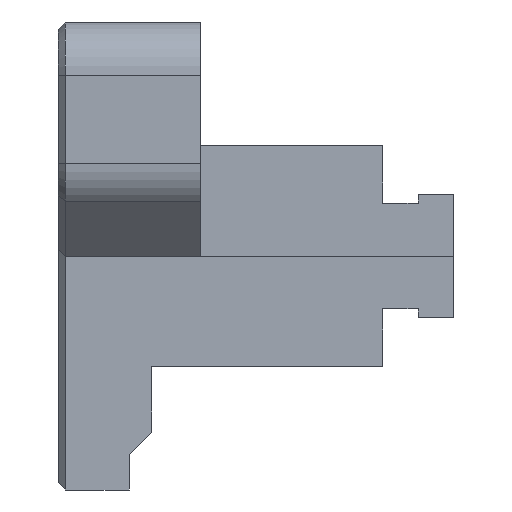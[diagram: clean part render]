
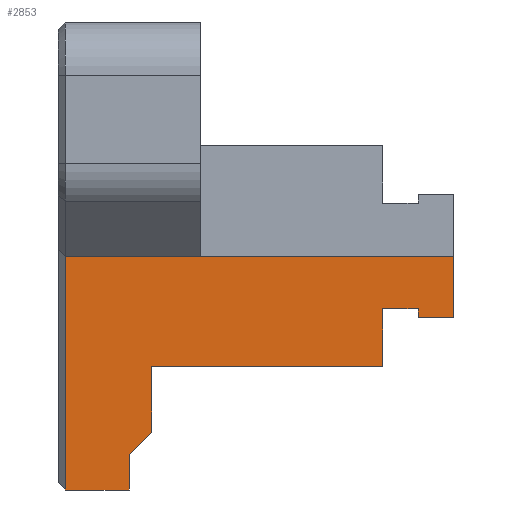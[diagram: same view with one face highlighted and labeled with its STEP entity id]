
A CAD part, left-side view. The second image highlights one B-rep face of the part: STEP entity #2853.
In plain terms, the highlighted planar face has unit normal (-1, 0, 0).
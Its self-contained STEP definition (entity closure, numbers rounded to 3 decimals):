
#89=FACE_OUTER_BOUND('',#243,.T.);
#243=EDGE_LOOP('',(#1951,#1952,#1953,#1954,#1955,#1956,#1957,#1958,#1959,
#1960,#1961,#1962));
#383=LINE('',#3959,#773);
#436=LINE('',#4084,#826);
#444=LINE('',#4100,#834);
#445=LINE('',#4102,#835);
#446=LINE('',#4104,#836);
#447=LINE('',#4106,#837);
#448=LINE('',#4108,#838);
#449=LINE('',#4110,#839);
#450=LINE('',#4112,#840);
#451=LINE('',#4114,#841);
#452=LINE('',#4116,#842);
#453=LINE('',#4117,#843);
#773=VECTOR('',#3193,10.);
#826=VECTOR('',#3304,10.);
#834=VECTOR('',#3314,10.);
#835=VECTOR('',#3315,10.);
#836=VECTOR('',#3316,10.);
#837=VECTOR('',#3317,10.);
#838=VECTOR('',#3318,10.);
#839=VECTOR('',#3319,10.);
#840=VECTOR('',#3320,10.);
#841=VECTOR('',#3321,10.);
#842=VECTOR('',#3322,10.);
#843=VECTOR('',#3323,10.);
#1163=VERTEX_POINT('',#3956);
#1164=VERTEX_POINT('',#3958);
#1207=VERTEX_POINT('',#4083);
#1214=VERTEX_POINT('',#4099);
#1215=VERTEX_POINT('',#4101);
#1216=VERTEX_POINT('',#4103);
#1217=VERTEX_POINT('',#4105);
#1218=VERTEX_POINT('',#4107);
#1219=VERTEX_POINT('',#4109);
#1220=VERTEX_POINT('',#4111);
#1221=VERTEX_POINT('',#4113);
#1222=VERTEX_POINT('',#4115);
#1433=EDGE_CURVE('',#1163,#1164,#383,.T.);
#1496=EDGE_CURVE('',#1207,#1164,#436,.T.);
#1504=EDGE_CURVE('',#1163,#1214,#444,.T.);
#1505=EDGE_CURVE('',#1214,#1215,#445,.T.);
#1506=EDGE_CURVE('',#1215,#1216,#446,.T.);
#1507=EDGE_CURVE('',#1216,#1217,#447,.T.);
#1508=EDGE_CURVE('',#1217,#1218,#448,.T.);
#1509=EDGE_CURVE('',#1218,#1219,#449,.T.);
#1510=EDGE_CURVE('',#1219,#1220,#450,.T.);
#1511=EDGE_CURVE('',#1220,#1221,#451,.T.);
#1512=EDGE_CURVE('',#1221,#1222,#452,.T.);
#1513=EDGE_CURVE('',#1222,#1207,#453,.T.);
#1951=ORIENTED_EDGE('',*,*,#1433,.F.);
#1952=ORIENTED_EDGE('',*,*,#1504,.T.);
#1953=ORIENTED_EDGE('',*,*,#1505,.T.);
#1954=ORIENTED_EDGE('',*,*,#1506,.T.);
#1955=ORIENTED_EDGE('',*,*,#1507,.T.);
#1956=ORIENTED_EDGE('',*,*,#1508,.T.);
#1957=ORIENTED_EDGE('',*,*,#1509,.T.);
#1958=ORIENTED_EDGE('',*,*,#1510,.T.);
#1959=ORIENTED_EDGE('',*,*,#1511,.T.);
#1960=ORIENTED_EDGE('',*,*,#1512,.T.);
#1961=ORIENTED_EDGE('',*,*,#1513,.T.);
#1962=ORIENTED_EDGE('',*,*,#1496,.T.);
#2711=PLANE('',#3031);
#2853=ADVANCED_FACE('',(#89),#2711,.F.);
#3031=AXIS2_PLACEMENT_3D('',#4098,#3312,#3313);
#3193=DIRECTION('',(0.,0.,1.));
#3304=DIRECTION('',(0.,1.,0.));
#3312=DIRECTION('center_axis',(1.,0.,0.));
#3313=DIRECTION('ref_axis',(0.,0.,-1.));
#3314=DIRECTION('',(0.,-1.,0.));
#3315=DIRECTION('',(0.,0.,1.));
#3316=DIRECTION('',(0.,-0.707,0.707));
#3317=DIRECTION('',(0.,0.,1.));
#3318=DIRECTION('',(0.,-1.,0.));
#3319=DIRECTION('',(0.,0.,1.));
#3320=DIRECTION('',(0.,-1.,0.));
#3321=DIRECTION('',(0.,0.,-1.));
#3322=DIRECTION('',(0.,-1.,0.));
#3323=DIRECTION('',(0.,0.,1.));
#3956=CARTESIAN_POINT('',(-0.765,21.85,-14.133));
#3958=CARTESIAN_POINT('',(-0.765,21.85,-1.));
#3959=CARTESIAN_POINT('',(-0.765,21.85,-11.083));
#4083=CARTESIAN_POINT('',(-0.765,0.,-1.));
#4084=CARTESIAN_POINT('',(-0.765,11.125,-1.));
#4098=CARTESIAN_POINT('Origin',(-0.765,11.125,-8.033));
#4099=CARTESIAN_POINT('',(-0.765,18.25,-14.133));
#4100=CARTESIAN_POINT('',(-0.765,11.125,-14.133));
#4101=CARTESIAN_POINT('',(-0.765,18.25,-12.133));
#4102=CARTESIAN_POINT('',(-0.765,18.25,-5.733));
#4103=CARTESIAN_POINT('',(-0.765,17.,-10.883));
#4104=CARTESIAN_POINT('',(-0.765,14.694,-8.577));
#4105=CARTESIAN_POINT('',(-0.765,17.,-7.183));
#4106=CARTESIAN_POINT('',(-0.765,17.,-9.458));
#4107=CARTESIAN_POINT('',(-0.765,4.,-7.183));
#4108=CARTESIAN_POINT('',(-0.765,14.063,-7.183));
#4109=CARTESIAN_POINT('',(-0.765,4.,-3.933));
#4110=CARTESIAN_POINT('',(-0.765,4.,-7.608));
#4111=CARTESIAN_POINT('',(-0.765,2.,-3.933));
#4112=CARTESIAN_POINT('',(-0.765,7.563,-3.933));
#4113=CARTESIAN_POINT('',(-0.765,2.,-4.433));
#4114=CARTESIAN_POINT('',(-0.765,2.,-5.983));
#4115=CARTESIAN_POINT('',(-0.765,0.,-4.433));
#4116=CARTESIAN_POINT('',(-0.765,6.563,-4.433));
#4117=CARTESIAN_POINT('',(-0.765,0.,-6.233));
